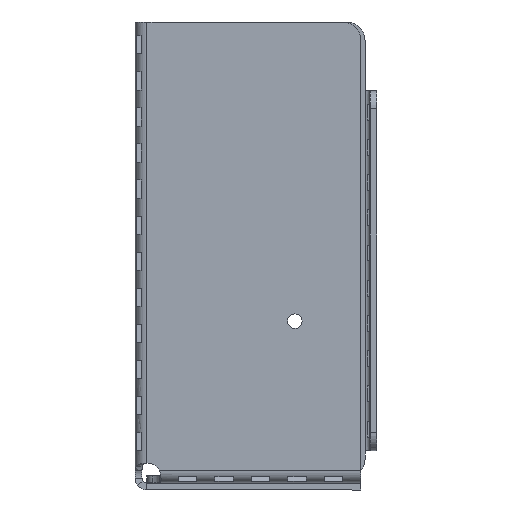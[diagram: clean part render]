
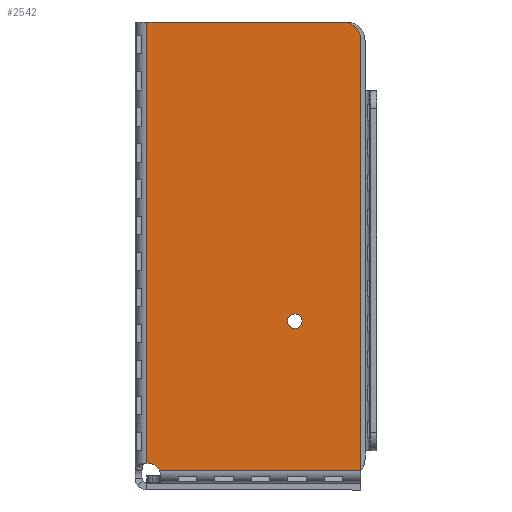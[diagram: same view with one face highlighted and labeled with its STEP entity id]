
A CAD part, left-side view. The second image highlights one B-rep face of the part: STEP entity #2542.
In plain terms, the highlighted planar face has unit normal (-1, 0, 0).
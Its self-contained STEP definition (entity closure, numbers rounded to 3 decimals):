
#27 = DIRECTION ( 'NONE',  ( 0., 1., 0. ) ) ;
#44 = EDGE_CURVE ( 'NONE', #742, #7755, #7349, .T. ) ;
#436 = CIRCLE ( 'NONE', #4611, 4. ) ;
#440 = CARTESIAN_POINT ( 'NONE',  ( -30.5, -48., 1.6 ) ) ;
#600 = CARTESIAN_POINT ( 'NONE',  ( -30.5, -33.5, 34.4 ) ) ;
#710 = CARTESIAN_POINT ( 'NONE',  ( -30.5, -48., 100. ) ) ;
#742 = VERTEX_POINT ( 'NONE', #7023 ) ;
#820 = LINE ( 'NONE', #4798, #3075 ) ;
#900 = VECTOR ( 'NONE', #5584, 1000. ) ;
#1423 = DIRECTION ( 'NONE',  ( 0., 0., 1. ) ) ;
#1435 = AXIS2_PLACEMENT_3D ( 'NONE', #600, #3684, #4334 ) ;
#1596 = EDGE_CURVE ( 'NONE', #2644, #5739, #436, .T. ) ;
#1606 = AXIS2_PLACEMENT_3D ( 'NONE', #7671, #7157, #27 ) ;
#1717 = CARTESIAN_POINT ( 'NONE',  ( -30.5, -48., 96. ) ) ;
#1996 = CARTESIAN_POINT ( 'NONE',  ( -30.5, -31.9, 34.4 ) ) ;
#2066 = VECTOR ( 'NONE', #8320, 1000. ) ;
#2080 = FACE_BOUND ( 'NONE', #8894, .T. ) ;
#2176 = AXIS2_PLACEMENT_3D ( 'NONE', #6311, #5562, #3302 ) ;
#2203 = VERTEX_POINT ( 'NONE', #4490 ) ;
#2298 = CARTESIAN_POINT ( 'NONE',  ( -30.5, -44., 100. ) ) ;
#2542 = ADVANCED_FACE ( 'NONE', ( #2080, #6822 ), #6063, .T. ) ;
#2644 = VERTEX_POINT ( 'NONE', #1717 ) ;
#2677 = EDGE_CURVE ( 'NONE', #7062, #4887, #820, .T. ) ;
#2678 = EDGE_CURVE ( 'NONE', #7755, #4887, #5243, .T. ) ;
#2828 = ORIENTED_EDGE ( 'NONE', *, *, #4575, .T. ) ;
#3075 = VECTOR ( 'NONE', #3100, 1000. ) ;
#3100 = DIRECTION ( 'NONE',  ( 0., 0., -1. ) ) ;
#3302 = DIRECTION ( 'NONE',  ( 0., -1., 0. ) ) ;
#3316 = DIRECTION ( 'NONE',  ( -1., 0., 0. ) ) ;
#3684 = DIRECTION ( 'NONE',  ( 1., 0., 0. ) ) ;
#4067 = EDGE_CURVE ( 'NONE', #5739, #7062, #4493, .T. ) ;
#4252 = ORIENTED_EDGE ( 'NONE', *, *, #1596, .T. ) ;
#4334 = DIRECTION ( 'NONE',  ( 0., 1., 0. ) ) ;
#4490 = CARTESIAN_POINT ( 'NONE',  ( -30.5, -35.1, 34.4 ) ) ;
#4493 = LINE ( 'NONE', #710, #2066 ) ;
#4506 = CARTESIAN_POINT ( 'NONE',  ( -30.5, -48., 100. ) ) ;
#4575 = EDGE_CURVE ( 'NONE', #2203, #5596, #5307, .T. ) ;
#4611 = AXIS2_PLACEMENT_3D ( 'NONE', #8840, #3316, #5623 ) ;
#4677 = EDGE_CURVE ( 'NONE', #2644, #742, #5394, .T. ) ;
#4697 = CARTESIAN_POINT ( 'NONE',  ( -30.5, -1.1, 100. ) ) ;
#4798 = CARTESIAN_POINT ( 'NONE',  ( -30.5, -1.1, 100. ) ) ;
#4854 = EDGE_LOOP ( 'NONE', ( #9185, #7598, #8435, #8391, #4252, #5844 ) ) ;
#4887 = VERTEX_POINT ( 'NONE', #7684 ) ;
#5119 = ORIENTED_EDGE ( 'NONE', *, *, #5270, .T. ) ;
#5243 = CIRCLE ( 'NONE', #2176, 3.099 ) ;
#5270 = EDGE_CURVE ( 'NONE', #5596, #2203, #9636, .T. ) ;
#5307 = CIRCLE ( 'NONE', #1435, 1.6 ) ;
#5394 = LINE ( 'NONE', #5438, #6748 ) ;
#5405 = CARTESIAN_POINT ( 'NONE',  ( -30.5, -3.872, 1.6 ) ) ;
#5438 = CARTESIAN_POINT ( 'NONE',  ( -30.5, -48., 100. ) ) ;
#5562 = DIRECTION ( 'NONE',  ( -1., 0., 0. ) ) ;
#5584 = DIRECTION ( 'NONE',  ( 0., 1., 0. ) ) ;
#5596 = VERTEX_POINT ( 'NONE', #1996 ) ;
#5623 = DIRECTION ( 'NONE',  ( 0., 0., 1. ) ) ;
#5739 = VERTEX_POINT ( 'NONE', #2298 ) ;
#5844 = ORIENTED_EDGE ( 'NONE', *, *, #4067, .T. ) ;
#6063 = PLANE ( 'NONE',  #7737 ) ;
#6311 = CARTESIAN_POINT ( 'NONE',  ( -30.5, -1.1, 0.214 ) ) ;
#6748 = VECTOR ( 'NONE', #8459, 1000. ) ;
#6822 = FACE_OUTER_BOUND ( 'NONE', #4854, .T. ) ;
#7023 = CARTESIAN_POINT ( 'NONE',  ( -30.5, -48., 1.6 ) ) ;
#7062 = VERTEX_POINT ( 'NONE', #4697 ) ;
#7157 = DIRECTION ( 'NONE',  ( 1., 0., 0. ) ) ;
#7349 = LINE ( 'NONE', #440, #900 ) ;
#7598 = ORIENTED_EDGE ( 'NONE', *, *, #2678, .F. ) ;
#7671 = CARTESIAN_POINT ( 'NONE',  ( -30.5, -33.5, 34.4 ) ) ;
#7684 = CARTESIAN_POINT ( 'NONE',  ( -30.5, -1.1, 3.313 ) ) ;
#7737 = AXIS2_PLACEMENT_3D ( 'NONE', #4506, #9843, #1423 ) ;
#7755 = VERTEX_POINT ( 'NONE', #5405 ) ;
#8320 = DIRECTION ( 'NONE',  ( 0., 1., 0. ) ) ;
#8391 = ORIENTED_EDGE ( 'NONE', *, *, #4677, .F. ) ;
#8435 = ORIENTED_EDGE ( 'NONE', *, *, #44, .F. ) ;
#8459 = DIRECTION ( 'NONE',  ( 0., 0., -1. ) ) ;
#8840 = CARTESIAN_POINT ( 'NONE',  ( -30.5, -44., 96. ) ) ;
#8894 = EDGE_LOOP ( 'NONE', ( #5119, #2828 ) ) ;
#9185 = ORIENTED_EDGE ( 'NONE', *, *, #2677, .T. ) ;
#9636 = CIRCLE ( 'NONE', #1606, 1.6 ) ;
#9843 = DIRECTION ( 'NONE',  ( -1., 0., 0. ) ) ;
